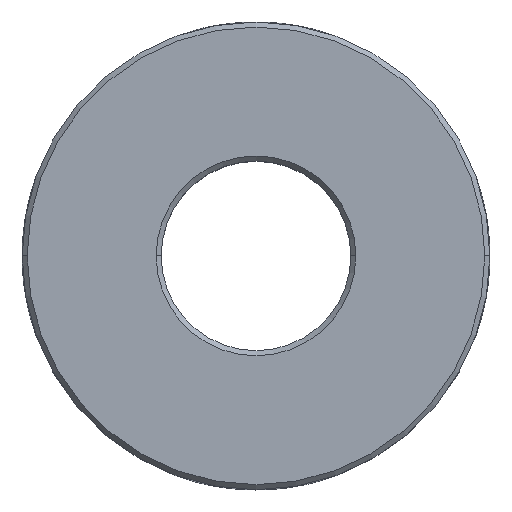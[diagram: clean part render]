
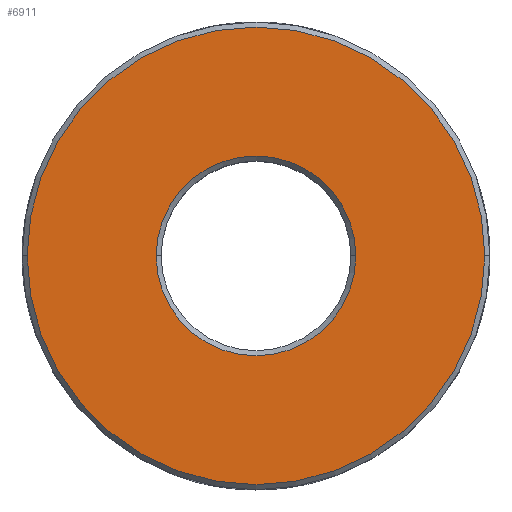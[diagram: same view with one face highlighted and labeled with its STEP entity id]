
A CAD part, top view. The second image highlights one B-rep face of the part: STEP entity #6911.
In plain terms, the highlighted planar face has unit normal (0, 0, 1).
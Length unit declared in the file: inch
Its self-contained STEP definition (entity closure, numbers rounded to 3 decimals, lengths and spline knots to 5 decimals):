
#10 = CARTESIAN_POINT ( 'NONE',  ( 1.01554, 0.12533, -0.24476 ) ) ;
#88 = ORIENTED_EDGE ( 'NONE', *, *, #1061, .T. ) ;
#144 = VERTEX_POINT ( 'NONE', #2658 ) ;
#267 = CIRCLE ( 'NONE', #5681, 0.4525 ) ;
#655 = CIRCLE ( 'NONE', #4299, 0.4525 ) ;
#974 = EDGE_CURVE ( 'NONE', #4950, #144, #2095, .T. ) ;
#1061 = EDGE_CURVE ( 'NONE', #7918, #1789, #655, .T. ) ;
#1112 = CARTESIAN_POINT ( 'NONE',  ( 0.56304, 0.12533, -0.24476 ) ) ;
#1460 = DIRECTION ( 'NONE',  ( 0., 0., 1. ) ) ;
#1759 = EDGE_CURVE ( 'NONE', #144, #4950, #4609, .T. ) ;
#1789 = VERTEX_POINT ( 'NONE', #6407 ) ;
#1841 = EDGE_CURVE ( 'NONE', #1789, #7918, #267, .T. ) ;
#2093 = DIRECTION ( 'NONE',  ( 1., 0., 0. ) ) ;
#2095 = CIRCLE ( 'NONE', #6418, 0.1975 ) ;
#2658 = CARTESIAN_POINT ( 'NONE',  ( 0.76054, 0.12533, -0.24476 ) ) ;
#2685 = DIRECTION ( 'NONE',  ( 1., 0., 0. ) ) ;
#2700 = CARTESIAN_POINT ( 'NONE',  ( 0.56304, 0.12533, -0.24476 ) ) ;
#2805 = CARTESIAN_POINT ( 'NONE',  ( 0.56304, 0.12533, -0.24476 ) ) ;
#2972 = FACE_BOUND ( 'NONE', #7869, .T. ) ;
#3148 = AXIS2_PLACEMENT_3D ( 'NONE', #2700, #5135, #3202 ) ;
#3202 = DIRECTION ( 'NONE',  ( 1., 0., 0. ) ) ;
#3434 = EDGE_LOOP ( 'NONE', ( #7934, #88 ) ) ;
#3549 = PLANE ( 'NONE',  #7371 ) ;
#4001 = CARTESIAN_POINT ( 'NONE',  ( 0.36554, 0.12533, -0.24476 ) ) ;
#4299 = AXIS2_PLACEMENT_3D ( 'NONE', #4638, #1460, #2685 ) ;
#4602 = DIRECTION ( 'NONE',  ( 0., 0., 1. ) ) ;
#4609 = CIRCLE ( 'NONE', #3148, 0.1975 ) ;
#4638 = CARTESIAN_POINT ( 'NONE',  ( 0.56304, 0.12533, -0.24476 ) ) ;
#4938 = DIRECTION ( 'NONE',  ( 1., 0., 0. ) ) ;
#4950 = VERTEX_POINT ( 'NONE', #4001 ) ;
#5031 = ORIENTED_EDGE ( 'NONE', *, *, #1759, .T. ) ;
#5135 = DIRECTION ( 'NONE',  ( 0., 0., -1. ) ) ;
#5344 = FACE_OUTER_BOUND ( 'NONE', #3434, .T. ) ;
#5541 = DIRECTION ( 'NONE',  ( 0., 0., 1. ) ) ;
#5681 = AXIS2_PLACEMENT_3D ( 'NONE', #2805, #4602, #7188 ) ;
#6407 = CARTESIAN_POINT ( 'NONE',  ( 0.11054, 0.12533, -0.24476 ) ) ;
#6418 = AXIS2_PLACEMENT_3D ( 'NONE', #7155, #7715, #2093 ) ;
#6911 = ADVANCED_FACE ( 'NONE', ( #2972, #5344 ), #3549, .T. ) ;
#7138 = ORIENTED_EDGE ( 'NONE', *, *, #974, .T. ) ;
#7155 = CARTESIAN_POINT ( 'NONE',  ( 0.56304, 0.12533, -0.24476 ) ) ;
#7188 = DIRECTION ( 'NONE',  ( 1., 0., 0. ) ) ;
#7371 = AXIS2_PLACEMENT_3D ( 'NONE', #1112, #5541, #4938 ) ;
#7715 = DIRECTION ( 'NONE',  ( 0., 0., -1. ) ) ;
#7869 = EDGE_LOOP ( 'NONE', ( #5031, #7138 ) ) ;
#7918 = VERTEX_POINT ( 'NONE', #10 ) ;
#7934 = ORIENTED_EDGE ( 'NONE', *, *, #1841, .T. ) ;
